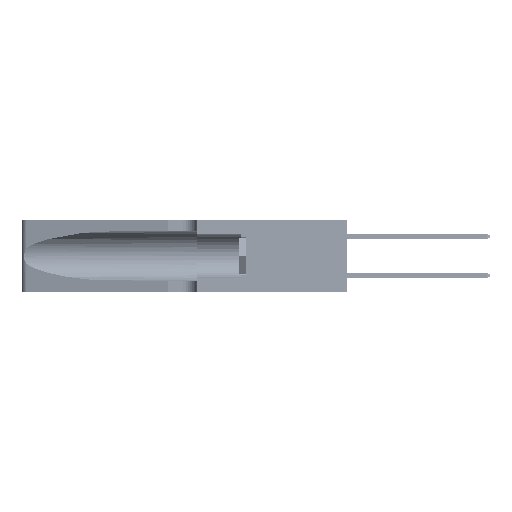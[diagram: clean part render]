
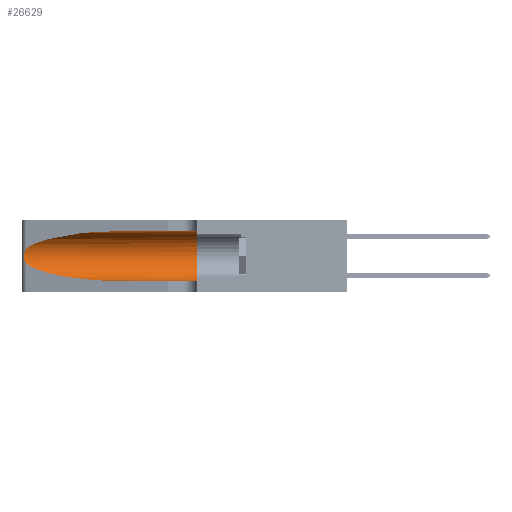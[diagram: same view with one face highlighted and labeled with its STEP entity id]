
A CAD part, left-side view. The second image highlights one B-rep face of the part: STEP entity #26629.
In plain terms, the highlighted cylindrical face has radius 3.308 mm (diameter 6.617 mm), a partial arc.
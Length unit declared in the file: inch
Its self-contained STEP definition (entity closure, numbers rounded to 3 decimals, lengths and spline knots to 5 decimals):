
#998 = CARTESIAN_POINT ( 'NONE',  ( 0.18966, 0.96281, 0.31525 ) ) ;
#1366 = CARTESIAN_POINT ( 'NONE',  ( 0.18966, 0.96281, 0.05475 ) ) ;
#1914 = CARTESIAN_POINT ( 'NONE',  ( 0.1305, 1.61858, 0.05475 ) ) ;
#2743 = CARTESIAN_POINT ( 'NONE',  ( 0.1305, 1.61858, 0.31525 ) ) ;
#3444 = EDGE_CURVE ( 'NONE', #26944, #44234, #25617, .T. ) ;
#5745 = CARTESIAN_POINT ( 'NONE',  ( 0.25487, 1.22718, 0.22369 ) ) ;
#8299 = CARTESIAN_POINT ( 'NONE',  ( 0.25487, 1.22718, 0.14631 ) ) ;
#9350 = CARTESIAN_POINT ( 'NONE',  ( 0.1305, 0.72297, 0.31525 ) ) ;
#11373 = EDGE_CURVE ( 'NONE', #44234, #35054, #39480, .T. ) ;
#11610 = EDGE_CURVE ( 'NONE', #27219, #26944, #20904, .T. ) ;
#11827 = ORIENTED_EDGE ( 'NONE', *, *, #16698, .T. ) ;
#12778 = CARTESIAN_POINT ( 'NONE',  ( 0.25639, 1.23186, 0.15144 ) ) ;
#13140 = CYLINDRICAL_SURFACE ( 'NONE', #25576, 0.13025 ) ;
#13308 = CARTESIAN_POINT ( 'NONE',  ( 0.25487, 1.22718, 0.14631 ) ) ;
#14548 = EDGE_CURVE ( 'NONE', #26121, #49043, #37394, .T. ) ;
#15058 = DIRECTION ( 'NONE',  ( 0., 1., 0. ) ) ;
#15258 = CARTESIAN_POINT ( 'NONE',  ( 0.1305, 0.35, 0.31525 ) ) ;
#16103 = CIRCLE ( 'NONE', #43798, 0.13025 ) ;
#16231 = CARTESIAN_POINT ( 'NONE',  ( 0.1305, 0.72297, 0.31525 ) ) ;
#16665 = CARTESIAN_POINT ( 'NONE',  ( 0.26075, 1.23896, 0.178 ) ) ;
#16698 = EDGE_CURVE ( 'NONE', #26121, #27219, #40961, .T. ) ;
#17136 = ORIENTED_EDGE ( 'NONE', *, *, #14548, .F. ) ;
#19908 = CARTESIAN_POINT ( 'NONE',  ( 0.25639, 1.23184, 0.21858 ) ) ;
#20041 = ORIENTED_EDGE ( 'NONE', *, *, #11610, .T. ) ;
#20904 = B_SPLINE_CURVE_WITH_KNOTS ( 'NONE', 3,
 ( #27939, #28116, #19908, #28284, #39930, #35812, #40113, #16665, #35634, #32241, #24031, #12778, #43899, #8299 ),
 .UNSPECIFIED., .F., .F.,
 ( 4, 2, 2, 2, 2, 2, 4 ),
 ( 0., 0.00027, 0.00053, 0.00107, 0.0016, 0.00187, 0.00214 ),
 .UNSPECIFIED. ) ;
#21707 = DIRECTION ( 'NONE',  ( 0., -1., 0. ) ) ;
#21710 = EDGE_CURVE ( 'NONE', #49043, #35054, #16103, .T. ) ;
#22242 = FACE_OUTER_BOUND ( 'NONE', #45205, .T. ) ;
#23880 = DIRECTION ( 'NONE',  ( 0., 0., -1. ) ) ;
#24031 = CARTESIAN_POINT ( 'NONE',  ( 0.25789, 1.23486, 0.15765 ) ) ;
#25576 = AXIS2_PLACEMENT_3D ( 'NONE', #39081, #46833, #23880 ) ;
#25617 =( BOUNDED_CURVE ( )  B_SPLINE_CURVE ( 3, ( #37440, #35523, #1366, #48429 ),
 .UNSPECIFIED., .F., .F. ) 
 B_SPLINE_CURVE_WITH_KNOTS ( ( 4, 4 ),
 ( 3.44316, 4.71239 ),
 .UNSPECIFIED. ) 
 CURVE ( )  GEOMETRIC_REPRESENTATION_ITEM ( )  RATIONAL_B_SPLINE_CURVE ( ( 1., 0.87, 0.87, 1. ) ) 
 REPRESENTATION_ITEM ( '' )  );
#25693 = DIRECTION ( 'NONE',  ( 0., -1., 0. ) ) ;
#26023 = VECTOR ( 'NONE', #21707, 39.37008 ) ;
#26121 = VERTEX_POINT ( 'NONE', #16231 ) ;
#26629 = ADVANCED_FACE ( 'NONE', ( #22242 ), #13140, .F. ) ;
#26944 = VERTEX_POINT ( 'NONE', #13308 ) ;
#27219 = VERTEX_POINT ( 'NONE', #46458 ) ;
#27939 = CARTESIAN_POINT ( 'NONE',  ( 0.25487, 1.22718, 0.22369 ) ) ;
#28116 = CARTESIAN_POINT ( 'NONE',  ( 0.25555, 1.22994, 0.2215 ) ) ;
#28284 = CARTESIAN_POINT ( 'NONE',  ( 0.25787, 1.23484, 0.2124 ) ) ;
#31118 = DIRECTION ( 'NONE',  ( 0., 0., 1. ) ) ;
#32241 = CARTESIAN_POINT ( 'NONE',  ( 0.25856, 1.23593, 0.16098 ) ) ;
#32337 = ORIENTED_EDGE ( 'NONE', *, *, #11373, .T. ) ;
#33102 = CARTESIAN_POINT ( 'NONE',  ( 0.2373, 1.15595, 0.28018 ) ) ;
#34715 = CARTESIAN_POINT ( 'NONE',  ( 0.1305, 0.35, 0.05475 ) ) ;
#35054 = VERTEX_POINT ( 'NONE', #34715 ) ;
#35523 = CARTESIAN_POINT ( 'NONE',  ( 0.2373, 1.15595, 0.08982 ) ) ;
#35634 = CARTESIAN_POINT ( 'NONE',  ( 0.26017, 1.23833, 0.17102 ) ) ;
#35812 = CARTESIAN_POINT ( 'NONE',  ( 0.26018, 1.23835, 0.19895 ) ) ;
#36170 = VECTOR ( 'NONE', #25693, 39.37008 ) ;
#37394 = LINE ( 'NONE', #2743, #36170 ) ;
#37440 = CARTESIAN_POINT ( 'NONE',  ( 0.25487, 1.22718, 0.14631 ) ) ;
#38459 = CARTESIAN_POINT ( 'NONE',  ( 0.1305, 0.35, 0.185 ) ) ;
#39081 = CARTESIAN_POINT ( 'NONE',  ( 0.1305, 1.61858, 0.185 ) ) ;
#39480 = LINE ( 'NONE', #1914, #26023 ) ;
#39930 = CARTESIAN_POINT ( 'NONE',  ( 0.25854, 1.2359, 0.20912 ) ) ;
#40113 = CARTESIAN_POINT ( 'NONE',  ( 0.26075, 1.23896, 0.19203 ) ) ;
#40961 =( BOUNDED_CURVE ( )  B_SPLINE_CURVE ( 3, ( #9350, #998, #33102, #5745 ),
 .UNSPECIFIED., .F., .T. ) 
 B_SPLINE_CURVE_WITH_KNOTS ( ( 4, 4 ),
 ( 1.5708, 2.84003 ),
 .UNSPECIFIED. ) 
 CURVE ( )  GEOMETRIC_REPRESENTATION_ITEM ( )  RATIONAL_B_SPLINE_CURVE ( ( 1., 0.87, 0.87, 1. ) ) 
 REPRESENTATION_ITEM ( '' )  );
#41352 = ORIENTED_EDGE ( 'NONE', *, *, #21710, .F. ) ;
#41996 = CARTESIAN_POINT ( 'NONE',  ( 0.1305, 0.72297, 0.05475 ) ) ;
#43798 = AXIS2_PLACEMENT_3D ( 'NONE', #38459, #15058, #31118 ) ;
#43899 = CARTESIAN_POINT ( 'NONE',  ( 0.25555, 1.22993, 0.14849 ) ) ;
#44234 = VERTEX_POINT ( 'NONE', #41996 ) ;
#45205 = EDGE_LOOP ( 'NONE', ( #11827, #20041, #47998, #32337, #41352, #17136 ) ) ;
#46458 = CARTESIAN_POINT ( 'NONE',  ( 0.25487, 1.22718, 0.22369 ) ) ;
#46833 = DIRECTION ( 'NONE',  ( 0., -1., 0. ) ) ;
#47998 = ORIENTED_EDGE ( 'NONE', *, *, #3444, .T. ) ;
#48429 = CARTESIAN_POINT ( 'NONE',  ( 0.1305, 0.72297, 0.05475 ) ) ;
#49043 = VERTEX_POINT ( 'NONE', #15258 ) ;
